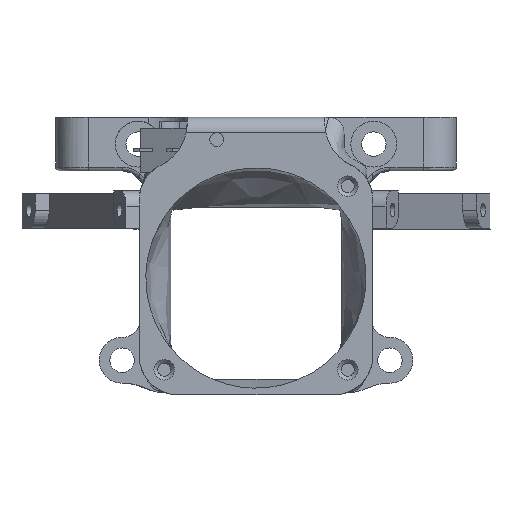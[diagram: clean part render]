
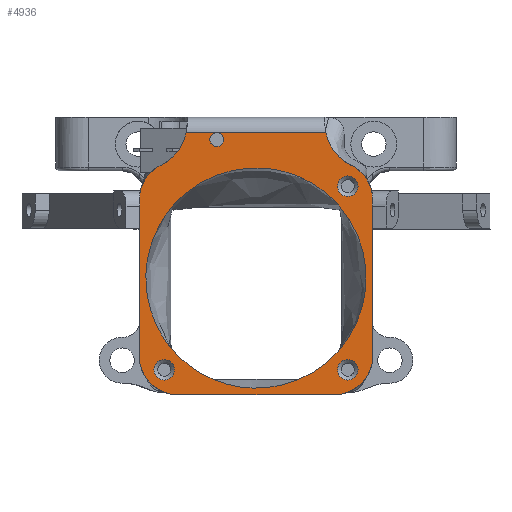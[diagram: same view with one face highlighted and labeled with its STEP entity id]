
A CAD part, front view. The second image highlights one B-rep face of the part: STEP entity #4936.
In plain terms, the highlighted planar face has unit normal (0, -1, 0).
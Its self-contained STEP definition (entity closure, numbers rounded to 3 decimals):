
#173=B_SPLINE_CURVE_WITH_KNOTS('',3,(#10383,#10384,#10385,#10386,#10387,
#10388,#10389,#10390,#10391,#10392,#10393,#10394,#10395,#10396,#10397,#10398,
#10399,#10400),.UNSPECIFIED.,.F.,.F.,(4,2,2,2,2,2,2,2,4),(-1.,-0.832,
-0.72,-0.584,-0.5,-0.416,-0.28,
-0.168,0.),.UNSPECIFIED.);
#236=B_SPLINE_CURVE_WITH_KNOTS('',3,(#12174,#12175,#12176,#12177,#12178,
#12179,#12180,#12181),.UNSPECIFIED.,.F.,.F.,(4,1,2,1,4),(-1.,-0.7,-0.5,
-0.2,0.),.UNSPECIFIED.);
#362=FACE_BOUND('',#1888,.T.);
#363=FACE_BOUND('',#1889,.T.);
#364=FACE_BOUND('',#1890,.T.);
#365=FACE_BOUND('',#1891,.T.);
#366=FACE_BOUND('',#1892,.T.);
#486=LINE('',#7486,#879);
#537=LINE('',#8143,#930);
#542=LINE('',#8158,#935);
#704=LINE('',#10944,#1097);
#750=LINE('',#12018,#1143);
#752=LINE('',#12022,#1145);
#879=VECTOR('',#5650,10.);
#930=VECTOR('',#5839,1000.);
#935=VECTOR('',#5850,1000.);
#1097=VECTOR('',#6346,1000.);
#1143=VECTOR('',#6488,1000.);
#1145=VECTOR('',#6492,1000.);
#1297=PLANE('',#5351);
#1578=FACE_OUTER_BOUND('',#1887,.T.);
#1887=EDGE_LOOP('',(#4611,#4612,#4613,#4614,#4615,#4616,#4617,#4618,#4619,
#4620,#4621,#4622));
#1888=EDGE_LOOP('',(#4623,#4624));
#1889=EDGE_LOOP('',(#4625));
#1890=EDGE_LOOP('',(#4626));
#1891=EDGE_LOOP('',(#4627));
#1892=EDGE_LOOP('',(#4628));
#1932=CIRCLE('',#5052,6.);
#1944=CIRCLE('',#5084,6.);
#1951=CIRCLE('',#5095,0.9);
#1956=CIRCLE('',#5106,1.35);
#1959=CIRCLE('',#5112,1.35);
#2046=CIRCLE('',#5344,5.);
#2048=CIRCLE('',#5347,5.);
#2049=CIRCLE('',#5349,5.);
#2050=CIRCLE('',#5352,5.);
#2051=CIRCLE('',#5353,1.35);
#2173=VERTEX_POINT('',#7478);
#2174=VERTEX_POINT('',#7485);
#2175=VERTEX_POINT('',#7494);
#2209=VERTEX_POINT('',#7612);
#2226=VERTEX_POINT('',#8085);
#2231=VERTEX_POINT('',#8105);
#2234=VERTEX_POINT('',#8116);
#2243=VERTEX_POINT('',#8140);
#2244=VERTEX_POINT('',#8142);
#2250=VERTEX_POINT('',#8155);
#2251=VERTEX_POINT('',#8157);
#2437=VERTEX_POINT('',#10374);
#2438=VERTEX_POINT('',#10382);
#2475=VERTEX_POINT('',#10942);
#2476=VERTEX_POINT('',#10943);
#2523=VERTEX_POINT('',#12017);
#2524=VERTEX_POINT('',#12021);
#2525=VERTEX_POINT('',#12182);
#2688=EDGE_CURVE('',#2173,#2174,#486,.T.);
#2690=EDGE_CURVE('',#2174,#2175,#1932,.T.);
#2743=EDGE_CURVE('',#2173,#2209,#1944,.F.);
#2767=EDGE_CURVE('',#2226,#2226,#1951,.T.);
#2776=EDGE_CURVE('',#2231,#2231,#1956,.T.);
#2781=EDGE_CURVE('',#2234,#2234,#1959,.T.);
#2793=EDGE_CURVE('',#2244,#2243,#537,.T.);
#2800=EDGE_CURVE('',#2250,#2251,#542,.T.);
#3063=EDGE_CURVE('',#2438,#2437,#173,.T.);
#3120=EDGE_CURVE('',#2475,#2476,#704,.T.);
#3224=EDGE_CURVE('',#2523,#2251,#750,.T.);
#3226=EDGE_CURVE('',#2243,#2524,#752,.T.);
#3230=EDGE_CURVE('',#2523,#2476,#2046,.T.);
#3232=EDGE_CURVE('',#2244,#2209,#2048,.T.);
#3233=EDGE_CURVE('',#2475,#2524,#2049,.T.);
#3235=EDGE_CURVE('',#2175,#2250,#2050,.T.);
#3236=EDGE_CURVE('',#2437,#2438,#236,.T.);
#3237=EDGE_CURVE('',#2525,#2525,#2051,.T.);
#4611=ORIENTED_EDGE('',*,*,#3232,.F.);
#4612=ORIENTED_EDGE('',*,*,#2793,.T.);
#4613=ORIENTED_EDGE('',*,*,#3226,.T.);
#4614=ORIENTED_EDGE('',*,*,#3233,.F.);
#4615=ORIENTED_EDGE('',*,*,#3120,.T.);
#4616=ORIENTED_EDGE('',*,*,#3230,.F.);
#4617=ORIENTED_EDGE('',*,*,#3224,.T.);
#4618=ORIENTED_EDGE('',*,*,#2800,.F.);
#4619=ORIENTED_EDGE('',*,*,#3235,.F.);
#4620=ORIENTED_EDGE('',*,*,#2690,.F.);
#4621=ORIENTED_EDGE('',*,*,#2688,.F.);
#4622=ORIENTED_EDGE('',*,*,#2743,.T.);
#4623=ORIENTED_EDGE('',*,*,#3236,.T.);
#4624=ORIENTED_EDGE('',*,*,#3063,.T.);
#4625=ORIENTED_EDGE('',*,*,#2767,.T.);
#4626=ORIENTED_EDGE('',*,*,#2781,.T.);
#4627=ORIENTED_EDGE('',*,*,#2776,.T.);
#4628=ORIENTED_EDGE('',*,*,#3237,.T.);
#4936=ADVANCED_FACE('',(#1578,#362,#363,#364,#365,#366),#1297,.T.);
#5052=AXIS2_PLACEMENT_3D('',#7495,#5653,#5654);
#5084=AXIS2_PLACEMENT_3D('',#7614,#5752,#5753);
#5095=AXIS2_PLACEMENT_3D('',#8086,#5775,#5776);
#5106=AXIS2_PLACEMENT_3D('',#8106,#5801,#5802);
#5112=AXIS2_PLACEMENT_3D('',#8117,#5815,#5816);
#5344=AXIS2_PLACEMENT_3D('',#12031,#6506,#6507);
#5347=AXIS2_PLACEMENT_3D('',#12034,#6512,#6513);
#5349=AXIS2_PLACEMENT_3D('',#12036,#6516,#6517);
#5351=AXIS2_PLACEMENT_3D('',#12172,#6521,#6522);
#5352=AXIS2_PLACEMENT_3D('',#12173,#6523,#6524);
#5353=AXIS2_PLACEMENT_3D('',#12183,#6525,#6526);
#5650=DIRECTION('',(1.,0.,0.));
#5653=DIRECTION('center_axis',(0.,-1.,0.));
#5654=DIRECTION('ref_axis',(1.,0.,0.));
#5752=DIRECTION('center_axis',(0.,-1.,0.));
#5753=DIRECTION('ref_axis',(-1.,0.,0.));
#5775=DIRECTION('center_axis',(0.,1.,0.));
#5776=DIRECTION('ref_axis',(1.,0.,0.));
#5801=DIRECTION('center_axis',(0.,1.,0.));
#5802=DIRECTION('ref_axis',(1.,0.,0.));
#5815=DIRECTION('center_axis',(0.,1.,0.));
#5816=DIRECTION('ref_axis',(1.,0.,0.));
#5839=DIRECTION('',(-0.013,0.,-1.));
#5850=DIRECTION('',(0.012,0.,-1.));
#6346=DIRECTION('',(1.,0.,0.));
#6488=DIRECTION('',(0.,0.,1.));
#6492=DIRECTION('',(0.,0.,-1.));
#6506=DIRECTION('center_axis',(0.,1.,0.));
#6507=DIRECTION('ref_axis',(0.,0.,-1.));
#6512=DIRECTION('center_axis',(0.,1.,0.));
#6513=DIRECTION('ref_axis',(0.,0.,1.));
#6516=DIRECTION('center_axis',(0.,1.,0.));
#6517=DIRECTION('ref_axis',(-1.,0.,0.));
#6521=DIRECTION('center_axis',(0.,-1.,0.));
#6522=DIRECTION('ref_axis',(1.,0.,0.));
#6523=DIRECTION('center_axis',(0.,1.,0.));
#6524=DIRECTION('ref_axis',(1.,0.,0.));
#6525=DIRECTION('center_axis',(0.,1.,0.));
#6526=DIRECTION('ref_axis',(1.,0.,0.));
#7478=CARTESIAN_POINT('',(117.584,115.5,120.103));
#7485=CARTESIAN_POINT('',(135.815,115.5,120.103));
#7486=CARTESIAN_POINT('',(126.699,115.5,120.103));
#7494=CARTESIAN_POINT('',(139.109,115.5,115.863));
#7495=CARTESIAN_POINT('Origin',(141.699,115.5,121.275));
#7612=CARTESIAN_POINT('',(114.29,115.5,115.863));
#7614=CARTESIAN_POINT('Origin',(111.699,115.5,121.275));
#8085=CARTESIAN_POINT('',(120.671,115.5,119.199));
#8086=CARTESIAN_POINT('Origin',(121.571,115.5,119.199));
#8105=CARTESIAN_POINT('',(137.349,115.5,89.103));
#8106=CARTESIAN_POINT('Origin',(138.699,115.5,89.103));
#8116=CARTESIAN_POINT('',(113.349,115.5,89.103));
#8117=CARTESIAN_POINT('Origin',(114.699,115.5,89.103));
#8140=CARTESIAN_POINT('',(111.449,115.5,107.628));
#8142=CARTESIAN_POINT('',(111.506,115.5,112.103));
#8143=CARTESIAN_POINT('',(111.478,115.5,109.866));
#8155=CARTESIAN_POINT('',(141.893,115.5,112.103));
#8157=CARTESIAN_POINT('',(141.949,115.5,107.478));
#8158=CARTESIAN_POINT('',(141.921,115.5,109.791));
#10374=CARTESIAN_POINT('',(115.8,115.5,110.514));
#10382=CARTESIAN_POINT('',(137.599,115.5,110.514));
#10383=CARTESIAN_POINT('Ctrl Pts',(137.599,115.5,110.514));
#10384=CARTESIAN_POINT('Ctrl Pts',(139.833,115.5,107.926));
#10385=CARTESIAN_POINT('Ctrl Pts',(141.104,115.5,104.524));
#10386=CARTESIAN_POINT('Ctrl Pts',(141.099,115.5,98.819));
#10387=CARTESIAN_POINT('Ctrl Pts',(140.527,115.5,96.347));
#10388=CARTESIAN_POINT('Ctrl Pts',(137.795,115.5,91.4));
#10389=CARTESIAN_POINT('Ctrl Pts',(135.3,115.5,89.106));
#10390=CARTESIAN_POINT('Ctrl Pts',(130.549,115.5,87.09));
#10391=CARTESIAN_POINT('Ctrl Pts',(128.601,115.5,86.701));
#10392=CARTESIAN_POINT('Ctrl Pts',(124.798,115.5,86.701));
#10393=CARTESIAN_POINT('Ctrl Pts',(122.85,115.5,87.09));
#10394=CARTESIAN_POINT('Ctrl Pts',(118.099,115.5,89.106));
#10395=CARTESIAN_POINT('Ctrl Pts',(115.604,115.5,91.4));
#10396=CARTESIAN_POINT('Ctrl Pts',(112.872,115.5,96.347));
#10397=CARTESIAN_POINT('Ctrl Pts',(112.3,115.5,98.819));
#10398=CARTESIAN_POINT('Ctrl Pts',(112.295,115.5,104.524));
#10399=CARTESIAN_POINT('Ctrl Pts',(113.566,115.5,107.926));
#10400=CARTESIAN_POINT('Ctrl Pts',(115.8,115.5,110.514));
#10942=CARTESIAN_POINT('',(116.449,115.5,85.853));
#10943=CARTESIAN_POINT('',(136.949,115.5,85.853));
#10944=CARTESIAN_POINT('',(116.449,115.5,85.853));
#12017=CARTESIAN_POINT('',(141.949,115.5,90.853));
#12018=CARTESIAN_POINT('',(141.949,115.5,90.853));
#12021=CARTESIAN_POINT('',(111.449,115.5,90.853));
#12022=CARTESIAN_POINT('',(111.449,115.5,111.353));
#12031=CARTESIAN_POINT('Origin',(136.949,115.5,90.853));
#12034=CARTESIAN_POINT('Origin',(116.449,115.5,111.353));
#12036=CARTESIAN_POINT('Origin',(116.449,115.5,90.853));
#12172=CARTESIAN_POINT('Origin',(126.699,115.5,101.103));
#12173=CARTESIAN_POINT('Origin',(136.949,115.5,111.353));
#12174=CARTESIAN_POINT('Ctrl Pts',(115.8,115.5,110.514));
#12175=CARTESIAN_POINT('Ctrl Pts',(117.416,115.5,112.385));
#12176=CARTESIAN_POINT('Ctrl Pts',(120.93,115.5,114.79));
#12177=CARTESIAN_POINT('Ctrl Pts',(125.053,115.5,115.502));
#12178=CARTESIAN_POINT('Ctrl Pts',(129.173,115.5,115.506));
#12179=CARTESIAN_POINT('Ctrl Pts',(133.288,115.5,114.416));
#12180=CARTESIAN_POINT('Ctrl Pts',(136.521,115.5,111.762));
#12181=CARTESIAN_POINT('Ctrl Pts',(137.599,115.5,110.514));
#12182=CARTESIAN_POINT('',(137.349,115.5,113.103));
#12183=CARTESIAN_POINT('Origin',(138.699,115.5,113.103));
